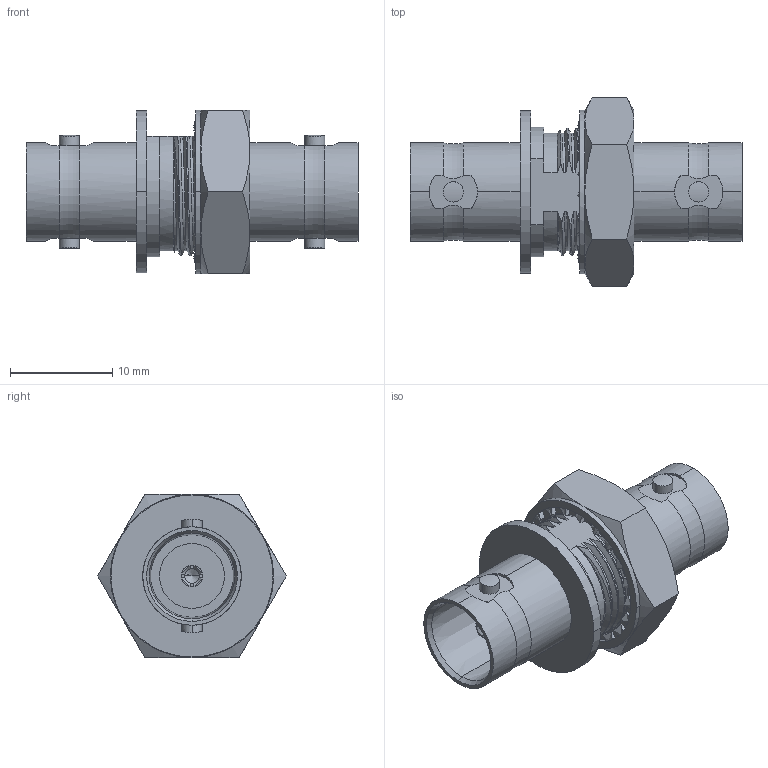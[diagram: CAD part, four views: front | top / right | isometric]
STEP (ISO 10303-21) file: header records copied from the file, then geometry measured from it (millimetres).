
FILE_DESCRIPTION((''),'2;1');
FILE_NAME('31-4803-75','2020-08-05T18:21:12',('Madhan'),(''),'CREO PARAMETRIC BY PTC INC, 2019444','CREO PARAMETRIC BY PTC INC, 2019444','');
FILE_SCHEMA(('CONFIG_CONTROL_DESIGN'));
Length unit declared in the file: millimetre
Products named in the file (1): 31-4803-75
Bounding box: 32.54 x 18.48 x 16 mm (x, y, z)
Volume: 2495.5 mm3; surface area: 2972.7 mm2
Topology: 1 solids, 1 shells, 321 faces, 913 edges, 604 vertices
Faces by surface type: bspline 119, cylinder 102, plane 58, cone 38, torus 4
Entity records: 18024 total; most frequent: CARTESIAN_POINT 10563, ORIENTED_EDGE 1818, DIRECTION 1134, EDGE_CURVE 909, VERTEX_POINT 604, AXIS2_PLACEMENT_3D 409, B_SPLINE_CURVE_WITH_KNOTS 386, EDGE_LOOP 337
